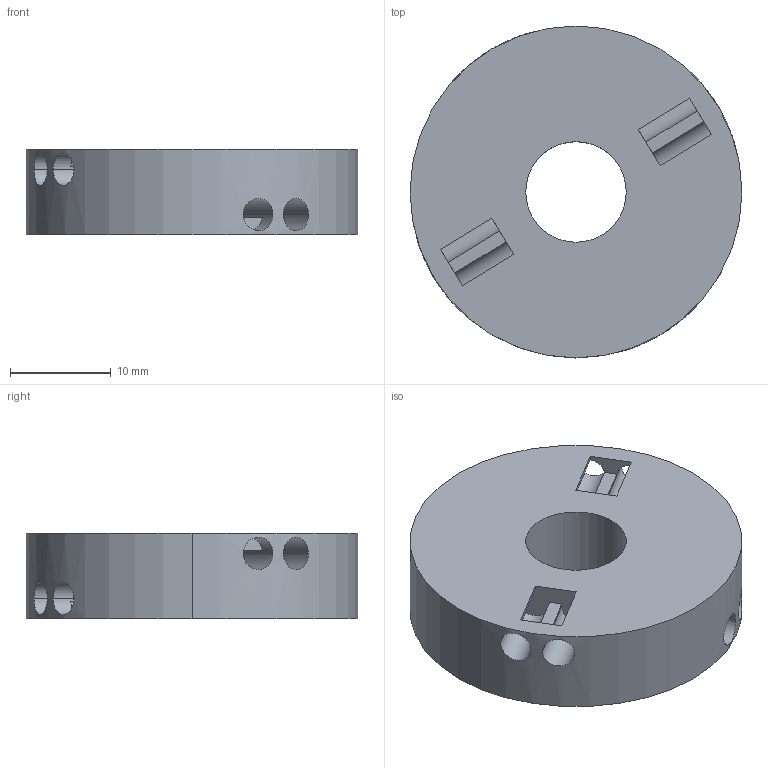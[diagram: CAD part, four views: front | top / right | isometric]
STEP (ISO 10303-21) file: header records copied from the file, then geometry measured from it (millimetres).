
FILE_DESCRIPTION (( 'STEP AP203' ), '1' );
FILE_NAME ('W-Ring-MIDDLE-V2.STEP', '2021-07-24T17:54:31', ( '' ), ( '' ), 'SwSTEP 2.0', 'SolidWorks 2019', '' );
FILE_SCHEMA (( 'CONFIG_CONTROL_DESIGN' ));
Length unit declared in the file: millimetre
Products named in the file (1): W-Ring-MIDDLE-V2
Bounding box: 33 x 33 x 8.5 mm (x, y, z)
Volume: 5970 mm3; surface area: 3240.3 mm2
Topology: 1 solids, 1 shells, 50 faces, 138 edges, 92 vertices
Faces by surface type: plane 30, cylinder 20
Entity records: 2107 total; most frequent: CARTESIAN_POINT 705, ORIENTED_EDGE 276, DIRECTION 264, EDGE_CURVE 138, VERTEX_POINT 92, AXIS2_PLACEMENT_3D 91, VECTOR 82, LINE 82
